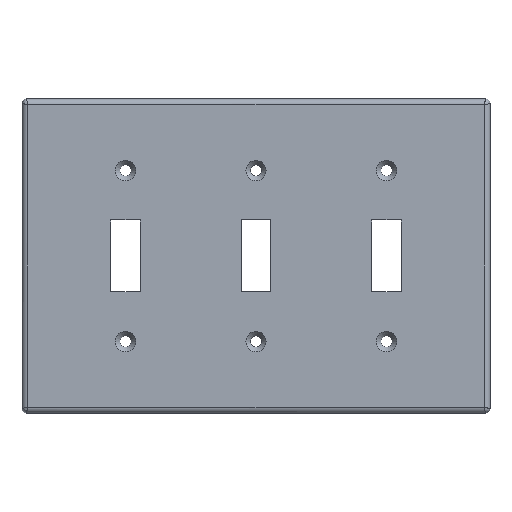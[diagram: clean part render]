
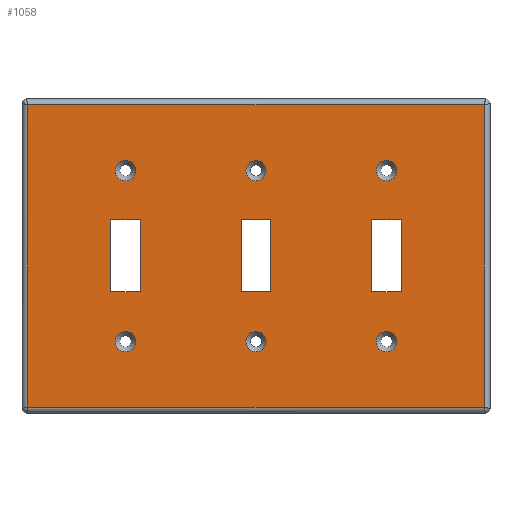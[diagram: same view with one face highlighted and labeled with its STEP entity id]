
A CAD part, top view. The second image highlights one B-rep face of the part: STEP entity #1058.
In plain terms, the highlighted planar face has unit normal (0, 0, 1).
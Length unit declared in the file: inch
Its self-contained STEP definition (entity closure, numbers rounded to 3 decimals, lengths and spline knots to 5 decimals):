
#17=FACE_BOUND('',#230,.T.);
#18=FACE_BOUND('',#231,.T.);
#19=FACE_BOUND('',#232,.T.);
#20=FACE_BOUND('',#233,.T.);
#21=FACE_BOUND('',#234,.T.);
#22=FACE_BOUND('',#235,.T.);
#23=FACE_BOUND('',#236,.T.);
#24=FACE_BOUND('',#237,.T.);
#25=FACE_BOUND('',#238,.T.);
#76=CIRCLE('',#1114,0.1405);
#77=CIRCLE('',#1115,0.1405);
#81=CIRCLE('',#1121,0.1405);
#82=CIRCLE('',#1122,0.1405);
#86=CIRCLE('',#1128,0.1405);
#87=CIRCLE('',#1129,0.1405);
#91=CIRCLE('',#1135,0.1405);
#92=CIRCLE('',#1136,0.1405);
#96=CIRCLE('',#1142,0.1405);
#97=CIRCLE('',#1143,0.1405);
#101=CIRCLE('',#1149,0.1405);
#102=CIRCLE('',#1150,0.1405);
#170=FACE_OUTER_BOUND('',#229,.T.);
#229=EDGE_LOOP('',(#853,#854,#855,#856));
#230=EDGE_LOOP('',(#857,#858,#859,#860));
#231=EDGE_LOOP('',(#861,#862,#863,#864));
#232=EDGE_LOOP('',(#865,#866,#867,#868));
#233=EDGE_LOOP('',(#869,#870));
#234=EDGE_LOOP('',(#871,#872));
#235=EDGE_LOOP('',(#873,#874));
#236=EDGE_LOOP('',(#875,#876));
#237=EDGE_LOOP('',(#877,#878));
#238=EDGE_LOOP('',(#879,#880));
#273=LINE('',#1544,#361);
#276=LINE('',#1550,#364);
#279=LINE('',#1556,#367);
#282=LINE('',#1560,#370);
#285=LINE('',#1568,#373);
#288=LINE('',#1574,#376);
#291=LINE('',#1580,#379);
#294=LINE('',#1584,#382);
#297=LINE('',#1592,#385);
#300=LINE('',#1598,#388);
#303=LINE('',#1604,#391);
#306=LINE('',#1608,#394);
#319=LINE('',#1838,#407);
#322=LINE('',#1842,#410);
#324=LINE('',#1845,#412);
#326=LINE('',#1848,#414);
#361=VECTOR('',#1222,0.3937);
#364=VECTOR('',#1227,0.3937);
#367=VECTOR('',#1232,0.3937);
#370=VECTOR('',#1237,0.3937);
#373=VECTOR('',#1242,0.3937);
#376=VECTOR('',#1247,0.3937);
#379=VECTOR('',#1252,0.3937);
#382=VECTOR('',#1257,0.3937);
#385=VECTOR('',#1262,0.3937);
#388=VECTOR('',#1267,0.3937);
#391=VECTOR('',#1272,0.3937);
#394=VECTOR('',#1277,0.3937);
#407=VECTOR('',#1400,0.3937);
#410=VECTOR('',#1405,0.3937);
#412=VECTOR('',#1409,0.3937);
#414=VECTOR('',#1413,0.3937);
#449=VERTEX_POINT('',#1541);
#450=VERTEX_POINT('',#1543);
#452=VERTEX_POINT('',#1549);
#454=VERTEX_POINT('',#1555);
#457=VERTEX_POINT('',#1565);
#458=VERTEX_POINT('',#1567);
#460=VERTEX_POINT('',#1573);
#462=VERTEX_POINT('',#1579);
#465=VERTEX_POINT('',#1589);
#466=VERTEX_POINT('',#1591);
#468=VERTEX_POINT('',#1597);
#470=VERTEX_POINT('',#1603);
#471=VERTEX_POINT('',#1610);
#472=VERTEX_POINT('',#1611);
#476=VERTEX_POINT('',#1624);
#477=VERTEX_POINT('',#1625);
#481=VERTEX_POINT('',#1638);
#482=VERTEX_POINT('',#1639);
#486=VERTEX_POINT('',#1652);
#487=VERTEX_POINT('',#1653);
#491=VERTEX_POINT('',#1666);
#492=VERTEX_POINT('',#1667);
#496=VERTEX_POINT('',#1680);
#497=VERTEX_POINT('',#1681);
#503=VERTEX_POINT('',#1726);
#506=VERTEX_POINT('',#1762);
#509=VERTEX_POINT('',#1798);
#512=VERTEX_POINT('',#1834);
#545=EDGE_CURVE('',#450,#449,#273,.T.);
#548=EDGE_CURVE('',#452,#450,#276,.T.);
#551=EDGE_CURVE('',#454,#452,#279,.T.);
#554=EDGE_CURVE('',#449,#454,#282,.T.);
#557=EDGE_CURVE('',#458,#457,#285,.T.);
#560=EDGE_CURVE('',#460,#458,#288,.T.);
#563=EDGE_CURVE('',#462,#460,#291,.T.);
#566=EDGE_CURVE('',#457,#462,#294,.T.);
#569=EDGE_CURVE('',#466,#465,#297,.T.);
#572=EDGE_CURVE('',#468,#466,#300,.T.);
#575=EDGE_CURVE('',#470,#468,#303,.T.);
#578=EDGE_CURVE('',#465,#470,#306,.T.);
#579=EDGE_CURVE('',#471,#472,#76,.T.);
#580=EDGE_CURVE('',#472,#471,#77,.T.);
#586=EDGE_CURVE('',#476,#477,#81,.T.);
#587=EDGE_CURVE('',#477,#476,#82,.T.);
#593=EDGE_CURVE('',#481,#482,#86,.T.);
#594=EDGE_CURVE('',#482,#481,#87,.T.);
#600=EDGE_CURVE('',#486,#487,#91,.T.);
#601=EDGE_CURVE('',#487,#486,#92,.T.);
#607=EDGE_CURVE('',#491,#492,#96,.T.);
#608=EDGE_CURVE('',#492,#491,#97,.T.);
#614=EDGE_CURVE('',#496,#497,#101,.T.);
#615=EDGE_CURVE('',#497,#496,#102,.T.);
#633=EDGE_CURVE('',#503,#512,#319,.T.);
#636=EDGE_CURVE('',#512,#509,#322,.T.);
#638=EDGE_CURVE('',#509,#506,#324,.T.);
#640=EDGE_CURVE('',#506,#503,#326,.T.);
#853=ORIENTED_EDGE('',*,*,#633,.F.);
#854=ORIENTED_EDGE('',*,*,#640,.F.);
#855=ORIENTED_EDGE('',*,*,#638,.F.);
#856=ORIENTED_EDGE('',*,*,#636,.F.);
#857=ORIENTED_EDGE('',*,*,#551,.T.);
#858=ORIENTED_EDGE('',*,*,#548,.T.);
#859=ORIENTED_EDGE('',*,*,#545,.T.);
#860=ORIENTED_EDGE('',*,*,#554,.T.);
#861=ORIENTED_EDGE('',*,*,#563,.T.);
#862=ORIENTED_EDGE('',*,*,#560,.T.);
#863=ORIENTED_EDGE('',*,*,#557,.T.);
#864=ORIENTED_EDGE('',*,*,#566,.T.);
#865=ORIENTED_EDGE('',*,*,#575,.T.);
#866=ORIENTED_EDGE('',*,*,#572,.T.);
#867=ORIENTED_EDGE('',*,*,#569,.T.);
#868=ORIENTED_EDGE('',*,*,#578,.T.);
#869=ORIENTED_EDGE('',*,*,#579,.T.);
#870=ORIENTED_EDGE('',*,*,#580,.T.);
#871=ORIENTED_EDGE('',*,*,#586,.T.);
#872=ORIENTED_EDGE('',*,*,#587,.T.);
#873=ORIENTED_EDGE('',*,*,#593,.T.);
#874=ORIENTED_EDGE('',*,*,#594,.T.);
#875=ORIENTED_EDGE('',*,*,#600,.T.);
#876=ORIENTED_EDGE('',*,*,#601,.T.);
#877=ORIENTED_EDGE('',*,*,#607,.T.);
#878=ORIENTED_EDGE('',*,*,#608,.T.);
#879=ORIENTED_EDGE('',*,*,#614,.T.);
#880=ORIENTED_EDGE('',*,*,#615,.T.);
#1013=PLANE('',#1177);
#1058=ADVANCED_FACE('',(#170,#17,#18,#19,#20,#21,#22,#23,#24,#25),#1013,
 .T.);
#1114=AXIS2_PLACEMENT_3D('',#1612,#1280,#1281);
#1115=AXIS2_PLACEMENT_3D('',#1613,#1282,#1283);
#1121=AXIS2_PLACEMENT_3D('',#1626,#1296,#1297);
#1122=AXIS2_PLACEMENT_3D('',#1627,#1298,#1299);
#1128=AXIS2_PLACEMENT_3D('',#1640,#1312,#1313);
#1129=AXIS2_PLACEMENT_3D('',#1641,#1314,#1315);
#1135=AXIS2_PLACEMENT_3D('',#1654,#1328,#1329);
#1136=AXIS2_PLACEMENT_3D('',#1655,#1330,#1331);
#1142=AXIS2_PLACEMENT_3D('',#1668,#1344,#1345);
#1143=AXIS2_PLACEMENT_3D('',#1669,#1346,#1347);
#1149=AXIS2_PLACEMENT_3D('',#1682,#1360,#1361);
#1150=AXIS2_PLACEMENT_3D('',#1683,#1362,#1363);
#1177=AXIS2_PLACEMENT_3D('',#1867,#1433,#1434);
#1222=DIRECTION('',(0.,-1.,0.));
#1227=DIRECTION('',(1.,0.,0.));
#1232=DIRECTION('',(0.,1.,0.));
#1237=DIRECTION('',(-1.,0.,0.));
#1242=DIRECTION('',(1.,0.,0.));
#1247=DIRECTION('',(0.,1.,0.));
#1252=DIRECTION('',(-1.,0.,0.));
#1257=DIRECTION('',(0.,-1.,0.));
#1262=DIRECTION('',(-1.,0.,0.));
#1267=DIRECTION('',(0.,-1.,0.));
#1272=DIRECTION('',(1.,0.,0.));
#1277=DIRECTION('',(0.,1.,0.));
#1280=DIRECTION('center_axis',(0.,0.,-1.));
#1281=DIRECTION('ref_axis',(1.,0.,0.));
#1282=DIRECTION('center_axis',(0.,0.,-1.));
#1283=DIRECTION('ref_axis',(1.,0.,0.));
#1296=DIRECTION('center_axis',(0.,0.,-1.));
#1297=DIRECTION('ref_axis',(1.,0.,0.));
#1298=DIRECTION('center_axis',(0.,0.,-1.));
#1299=DIRECTION('ref_axis',(1.,0.,0.));
#1312=DIRECTION('center_axis',(0.,0.,-1.));
#1313=DIRECTION('ref_axis',(1.,0.,0.));
#1314=DIRECTION('center_axis',(0.,0.,-1.));
#1315=DIRECTION('ref_axis',(1.,0.,0.));
#1328=DIRECTION('center_axis',(0.,0.,-1.));
#1329=DIRECTION('ref_axis',(1.,0.,0.));
#1330=DIRECTION('center_axis',(0.,0.,-1.));
#1331=DIRECTION('ref_axis',(1.,0.,0.));
#1344=DIRECTION('center_axis',(0.,0.,-1.));
#1345=DIRECTION('ref_axis',(1.,0.,0.));
#1346=DIRECTION('center_axis',(0.,0.,-1.));
#1347=DIRECTION('ref_axis',(1.,0.,0.));
#1360=DIRECTION('center_axis',(0.,0.,-1.));
#1361=DIRECTION('ref_axis',(1.,0.,0.));
#1362=DIRECTION('center_axis',(0.,0.,-1.));
#1363=DIRECTION('ref_axis',(1.,0.,0.));
#1400=DIRECTION('',(0.,1.,0.));
#1405=DIRECTION('',(1.,0.,0.));
#1409=DIRECTION('',(0.,-1.,0.));
#1413=DIRECTION('',(-1.,0.,0.));
#1433=DIRECTION('center_axis',(0.,0.,1.));
#1434=DIRECTION('ref_axis',(1.,0.,0.));
#1541=CARTESIAN_POINT('',(2.0155,-0.5,0.09));
#1543=CARTESIAN_POINT('',(2.0155,0.5,0.09));
#1544=CARTESIAN_POINT('',(2.0155,0.25,0.09));
#1549=CARTESIAN_POINT('',(1.6095,0.5,0.09));
#1550=CARTESIAN_POINT('',(0.80475,0.5,0.09));
#1555=CARTESIAN_POINT('',(1.6095,-0.5,0.09));
#1556=CARTESIAN_POINT('',(1.6095,-0.25,0.09));
#1560=CARTESIAN_POINT('',(1.00775,-0.5,0.09));
#1565=CARTESIAN_POINT('',(0.203,0.5,0.09));
#1567=CARTESIAN_POINT('',(-0.203,0.5,0.09));
#1568=CARTESIAN_POINT('',(-0.1015,0.5,0.09));
#1573=CARTESIAN_POINT('',(-0.203,-0.5,0.09));
#1574=CARTESIAN_POINT('',(-0.203,-0.25,0.09));
#1579=CARTESIAN_POINT('',(0.203,-0.5,0.09));
#1580=CARTESIAN_POINT('',(0.1015,-0.5,0.09));
#1584=CARTESIAN_POINT('',(0.203,0.25,0.09));
#1589=CARTESIAN_POINT('',(-2.0155,-0.5,0.09));
#1591=CARTESIAN_POINT('',(-1.6095,-0.5,0.09));
#1592=CARTESIAN_POINT('',(-0.80475,-0.5,0.09));
#1597=CARTESIAN_POINT('',(-1.6095,0.5,0.09));
#1598=CARTESIAN_POINT('',(-1.6095,0.25,0.09));
#1603=CARTESIAN_POINT('',(-2.0155,0.5,0.09));
#1604=CARTESIAN_POINT('',(-1.00775,0.5,0.09));
#1608=CARTESIAN_POINT('',(-2.0155,-0.25,0.09));
#1610=CARTESIAN_POINT('',(0.1405,1.187,0.09));
#1611=CARTESIAN_POINT('',(-0.1405,1.187,0.09));
#1612=CARTESIAN_POINT('Origin',(0.,1.187,0.09));
#1613=CARTESIAN_POINT('Origin',(0.,1.187,0.09));
#1624=CARTESIAN_POINT('',(1.953,1.187,0.09));
#1625=CARTESIAN_POINT('',(1.672,1.187,0.09));
#1626=CARTESIAN_POINT('Origin',(1.8125,1.187,0.09));
#1627=CARTESIAN_POINT('Origin',(1.8125,1.187,0.09));
#1638=CARTESIAN_POINT('',(-1.672,1.187,0.09));
#1639=CARTESIAN_POINT('',(-1.953,1.187,0.09));
#1640=CARTESIAN_POINT('Origin',(-1.8125,1.187,0.09));
#1641=CARTESIAN_POINT('Origin',(-1.8125,1.187,0.09));
#1652=CARTESIAN_POINT('',(-1.672,-1.188,0.09));
#1653=CARTESIAN_POINT('',(-1.953,-1.188,0.09));
#1654=CARTESIAN_POINT('Origin',(-1.8125,-1.188,0.09));
#1655=CARTESIAN_POINT('Origin',(-1.8125,-1.188,0.09));
#1666=CARTESIAN_POINT('',(1.953,-1.188,0.09));
#1667=CARTESIAN_POINT('',(1.672,-1.188,0.09));
#1668=CARTESIAN_POINT('Origin',(1.8125,-1.188,0.09));
#1669=CARTESIAN_POINT('Origin',(1.8125,-1.188,0.09));
#1680=CARTESIAN_POINT('',(0.1405,-1.188,0.09));
#1681=CARTESIAN_POINT('',(-0.1405,-1.188,0.09));
#1682=CARTESIAN_POINT('Origin',(0.,-1.188,0.09));
#1683=CARTESIAN_POINT('Origin',(0.,-1.188,0.09));
#1726=CARTESIAN_POINT('',(-3.17,-2.101,0.09));
#1762=CARTESIAN_POINT('',(3.17,-2.101,0.09));
#1798=CARTESIAN_POINT('',(3.17,2.101,0.09));
#1834=CARTESIAN_POINT('',(-3.17,2.101,0.09));
#1838=CARTESIAN_POINT('',(-3.17,1.0905,0.09));
#1842=CARTESIAN_POINT('',(1.625,2.101,0.09));
#1845=CARTESIAN_POINT('',(3.17,-1.0905,0.09));
#1848=CARTESIAN_POINT('',(-1.625,-2.101,0.09));
#1867=CARTESIAN_POINT('Origin',(0.,0.,0.09));
